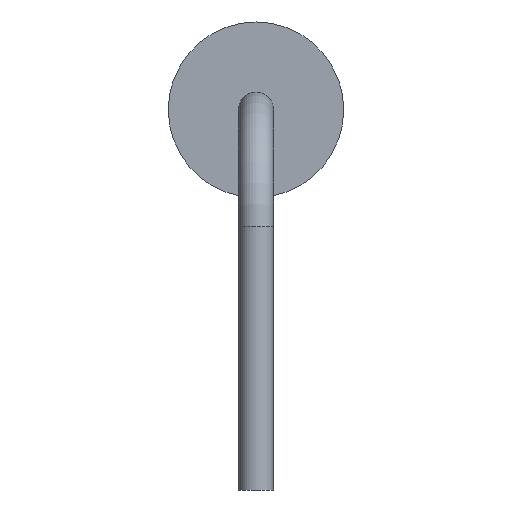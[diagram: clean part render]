
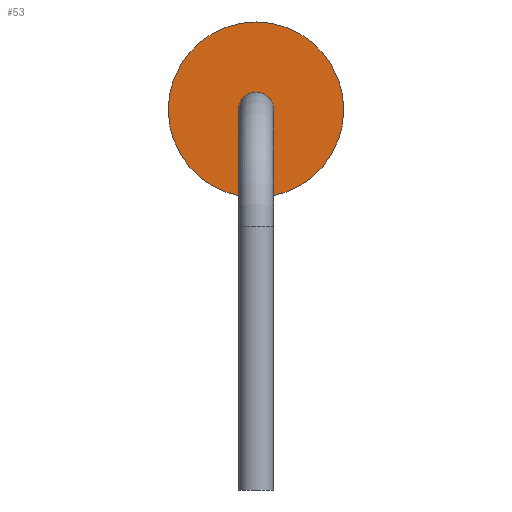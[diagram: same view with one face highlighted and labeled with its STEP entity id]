
A CAD part, left-side view. The second image highlights one B-rep face of the part: STEP entity #53.
In plain terms, the highlighted planar face has unit normal (-1, 0, 0).
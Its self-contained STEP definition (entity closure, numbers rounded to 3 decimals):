
#53=ADVANCED_FACE('',(#188,#190),#192,.T.);
#188=FACE_BOUND('',#189,.T.);
#189=EDGE_LOOP('',(#319));
#190=FACE_BOUND('',#191,.T.);
#191=EDGE_LOOP('',(#320));
#192=PLANE('',#193);
#193=AXIS2_PLACEMENT_3D('',#194,#195,#196);
#194=CARTESIAN_POINT('',(-3.5,0.,0.));
#195=DIRECTION('',(-1.,0.,0.));
#196=DIRECTION('',(0.,0.,1.));
#319=ORIENTED_EDGE('',*,*,#347,.T.);
#320=ORIENTED_EDGE('',*,*,#348,.F.);
#347=EDGE_CURVE('',#361,#361,#362,.T.);
#348=EDGE_CURVE('',#363,#363,#364,.F.);
#361=VERTEX_POINT('',#389);
#362=CIRCLE('',#390,1.5);
#363=VERTEX_POINT('',#394);
#364=CIRCLE('',#395,0.3);
#389=CARTESIAN_POINT('',(-3.5,0.,1.5));
#390=AXIS2_PLACEMENT_3D('',#391,#392,#393);
#391=CARTESIAN_POINT('',(-3.5,0.,0.));
#392=DIRECTION('',(-1.,0.,0.));
#393=DIRECTION('',(0.,0.,1.));
#394=CARTESIAN_POINT('',(-3.5,0.,0.3));
#395=AXIS2_PLACEMENT_3D('',#396,#397,#398);
#396=CARTESIAN_POINT('',(-3.5,0.,0.));
#397=DIRECTION('',(1.,0.,0.));
#398=DIRECTION('',(0.,0.,1.));
